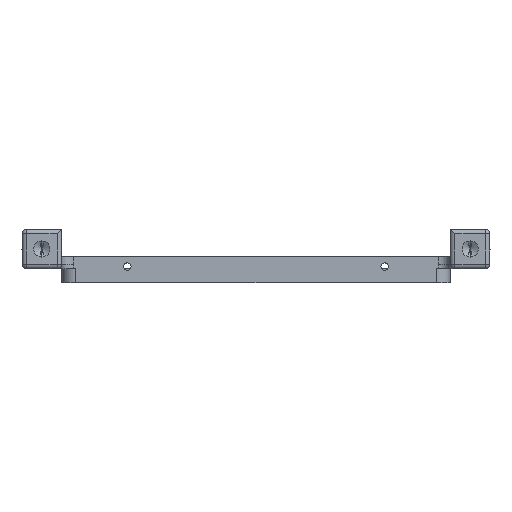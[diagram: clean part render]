
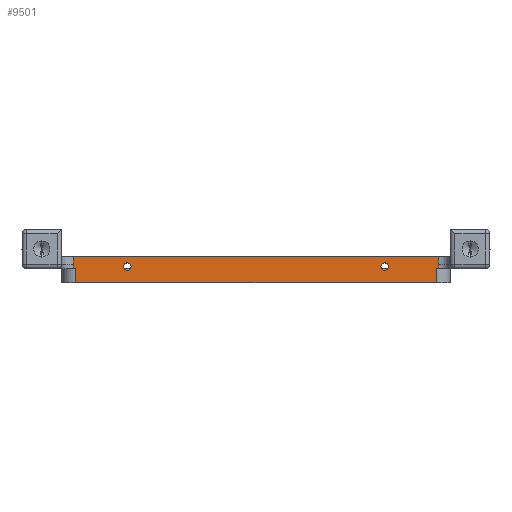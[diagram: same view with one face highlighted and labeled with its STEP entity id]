
A CAD part, front view. The second image highlights one B-rep face of the part: STEP entity #9501.
In plain terms, the highlighted planar face has unit normal (0, -1, 0).
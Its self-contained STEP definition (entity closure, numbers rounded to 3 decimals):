
#267 = ORIENTED_EDGE ( 'NONE', *, *, #10597, .F. ) ;
#722 = CARTESIAN_POINT ( 'NONE',  ( -39., -107., 1. ) ) ;
#841 = DIRECTION ( 'NONE',  ( 0., -1., 0. ) ) ;
#1430 = VECTOR ( 'NONE', #1729, 1000. ) ;
#1499 = LINE ( 'NONE', #11038, #30757 ) ;
#1729 = DIRECTION ( 'NONE',  ( -1., 0., 0. ) ) ;
#2122 = VERTEX_POINT ( 'NONE', #37610 ) ;
#2282 = CIRCLE ( 'NONE', #11992, 3.5 ) ;
#2890 = EDGE_CURVE ( 'NONE', #6804, #6362, #2282, .T. ) ;
#2966 = VERTEX_POINT ( 'NONE', #9917 ) ;
#3376 = ORIENTED_EDGE ( 'NONE', *, *, #6883, .F. ) ;
#3946 = ORIENTED_EDGE ( 'NONE', *, *, #39201, .T. ) ;
#4098 = CARTESIAN_POINT ( 'NONE',  ( 0., -107., 2.6 ) ) ;
#4761 = CARTESIAN_POINT ( 'NONE',  ( 0., -107., 0. ) ) ;
#5201 = ORIENTED_EDGE ( 'NONE', *, *, #21978, .F. ) ;
#5748 = LINE ( 'NONE', #9201, #9703 ) ;
#5832 = CARTESIAN_POINT ( 'NONE',  ( 0., -107., -3. ) ) ;
#6167 = CARTESIAN_POINT ( 'NONE',  ( 27.5, -107., 0.5 ) ) ;
#6195 = EDGE_LOOP ( 'NONE', ( #3946, #21520, #18265, #20374, #3376, #27968, #267, #36652, #37734, #30940 ) ) ;
#6362 = VERTEX_POINT ( 'NONE', #24068 ) ;
#6804 = VERTEX_POINT ( 'NONE', #11706 ) ;
#6883 = EDGE_CURVE ( 'NONE', #10341, #42152, #21861, .T. ) ;
#7123 = CIRCLE ( 'NONE', #41003, 0.8 ) ;
#7794 = PLANE ( 'NONE',  #15254 ) ;
#7941 = EDGE_CURVE ( 'NONE', #42498, #2966, #14138, .T. ) ;
#8110 = DIRECTION ( 'NONE',  ( 0., 0., -1. ) ) ;
#8473 = CARTESIAN_POINT ( 'NONE',  ( -27.5, -107., -0.3 ) ) ;
#8695 = CARTESIAN_POINT ( 'NONE',  ( 0., -107., 2.6 ) ) ;
#9201 = CARTESIAN_POINT ( 'NONE',  ( 0., -107., 0. ) ) ;
#9501 = ADVANCED_FACE ( 'NONE', ( #11265, #34182, #33734 ), #7794, .T. ) ;
#9703 = VECTOR ( 'NONE', #35793, 1000. ) ;
#9917 = CARTESIAN_POINT ( 'NONE',  ( -27.5, -107., 1.3 ) ) ;
#10341 = VERTEX_POINT ( 'NONE', #18405 ) ;
#10597 = EDGE_CURVE ( 'NONE', #6804, #11215, #5748, .T. ) ;
#10666 = EDGE_CURVE ( 'NONE', #27882, #14813, #38747, .T. ) ;
#10977 = DIRECTION ( 'NONE',  ( 0., -1., 0. ) ) ;
#11038 = CARTESIAN_POINT ( 'NONE',  ( 38.5, -107., -3. ) ) ;
#11215 = VERTEX_POINT ( 'NONE', #12911 ) ;
#11265 = FACE_BOUND ( 'NONE', #39283, .T. ) ;
#11358 = DIRECTION ( 'NONE',  ( 0., 0., -1. ) ) ;
#11361 = LINE ( 'NONE', #722, #13947 ) ;
#11598 = EDGE_LOOP ( 'NONE', ( #40934, #13020 ) ) ;
#11660 = VECTOR ( 'NONE', #21373, 1000. ) ;
#11706 = CARTESIAN_POINT ( 'NONE',  ( 39.146, -107., 0. ) ) ;
#11992 = AXIS2_PLACEMENT_3D ( 'NONE', #19664, #29371, #25702 ) ;
#12279 = AXIS2_PLACEMENT_3D ( 'NONE', #18337, #10977, #27611 ) ;
#12911 = CARTESIAN_POINT ( 'NONE',  ( 38.5, -107., 0. ) ) ;
#13020 = ORIENTED_EDGE ( 'NONE', *, *, #40707, .F. ) ;
#13923 = VERTEX_POINT ( 'NONE', #33691 ) ;
#13947 = VECTOR ( 'NONE', #8110, 1000. ) ;
#14138 = CIRCLE ( 'NONE', #12279, 0.8 ) ;
#14813 = VERTEX_POINT ( 'NONE', #37491 ) ;
#15254 = AXIS2_PLACEMENT_3D ( 'NONE', #4098, #841, #40681 ) ;
#15341 = EDGE_CURVE ( 'NONE', #21535, #13923, #33974, .T. ) ;
#16018 = DIRECTION ( 'NONE',  ( 0., -1., 0. ) ) ;
#17594 = VERTEX_POINT ( 'NONE', #29053 ) ;
#18185 = CARTESIAN_POINT ( 'NONE',  ( -42.5, -107., 1. ) ) ;
#18265 = ORIENTED_EDGE ( 'NONE', *, *, #15341, .F. ) ;
#18337 = CARTESIAN_POINT ( 'NONE',  ( -27.5, -107., 0.5 ) ) ;
#18405 = CARTESIAN_POINT ( 'NONE',  ( 38.5, -107., -3. ) ) ;
#18673 = LINE ( 'NONE', #35729, #27092 ) ;
#19359 = DIRECTION ( 'NONE',  ( 0., -1., 0. ) ) ;
#19664 = CARTESIAN_POINT ( 'NONE',  ( 42.5, -107., 1. ) ) ;
#20097 = ORIENTED_EDGE ( 'NONE', *, *, #7941, .F. ) ;
#20374 = ORIENTED_EDGE ( 'NONE', *, *, #42289, .F. ) ;
#20806 = CARTESIAN_POINT ( 'NONE',  ( -27.5, -107., 0.5 ) ) ;
#21178 = CARTESIAN_POINT ( 'NONE',  ( 39., -107., 2.6 ) ) ;
#21373 = DIRECTION ( 'NONE',  ( 0., 0., 1. ) ) ;
#21520 = ORIENTED_EDGE ( 'NONE', *, *, #37336, .T. ) ;
#21535 = VERTEX_POINT ( 'NONE', #29528 ) ;
#21861 = LINE ( 'NONE', #5832, #1430 ) ;
#21978 = EDGE_CURVE ( 'NONE', #2966, #42498, #32582, .T. ) ;
#22548 = EDGE_CURVE ( 'NONE', #40128, #2122, #24277, .T. ) ;
#24068 = CARTESIAN_POINT ( 'NONE',  ( 39., -107., 1. ) ) ;
#24277 = LINE ( 'NONE', #8695, #32963 ) ;
#24433 = CARTESIAN_POINT ( 'NONE',  ( 27.5, -107., -0.3 ) ) ;
#24463 = EDGE_CURVE ( 'NONE', #6362, #40128, #31332, .T. ) ;
#24492 = DIRECTION ( 'NONE',  ( -1., 0., 0. ) ) ;
#25521 = DIRECTION ( 'NONE',  ( 0., 0., -1. ) ) ;
#25702 = DIRECTION ( 'NONE',  ( 1., 0., 0. ) ) ;
#26802 = CIRCLE ( 'NONE', #42044, 3.5 ) ;
#27092 = VECTOR ( 'NONE', #32706, 1000. ) ;
#27611 = DIRECTION ( 'NONE',  ( 0., 0., -1. ) ) ;
#27850 = CARTESIAN_POINT ( 'NONE',  ( 39., -107., 2.6 ) ) ;
#27882 = VERTEX_POINT ( 'NONE', #24433 ) ;
#27968 = ORIENTED_EDGE ( 'NONE', *, *, #30898, .T. ) ;
#28605 = VECTOR ( 'NONE', #30715, 1000. ) ;
#29053 = CARTESIAN_POINT ( 'NONE',  ( -39., -107., 1. ) ) ;
#29371 = DIRECTION ( 'NONE',  ( 0., 1., 0. ) ) ;
#29528 = CARTESIAN_POINT ( 'NONE',  ( -38.5, -107., 0. ) ) ;
#30715 = DIRECTION ( 'NONE',  ( -1., 0., 0. ) ) ;
#30757 = VECTOR ( 'NONE', #38089, 1000. ) ;
#30898 = EDGE_CURVE ( 'NONE', #10341, #11215, #1499, .T. ) ;
#30940 = ORIENTED_EDGE ( 'NONE', *, *, #22548, .T. ) ;
#31332 = LINE ( 'NONE', #27850, #11660 ) ;
#32342 = DIRECTION ( 'NONE',  ( 0., 0., -1. ) ) ;
#32582 = CIRCLE ( 'NONE', #40104, 0.8 ) ;
#32706 = DIRECTION ( 'NONE',  ( 0., 0., 1. ) ) ;
#32963 = VECTOR ( 'NONE', #24492, 1000. ) ;
#33397 = CARTESIAN_POINT ( 'NONE',  ( -38.5, -107., -3. ) ) ;
#33615 = DIRECTION ( 'NONE',  ( 0., -1., 0. ) ) ;
#33691 = CARTESIAN_POINT ( 'NONE',  ( -39.146, -107., 0. ) ) ;
#33734 = FACE_OUTER_BOUND ( 'NONE', #6195, .T. ) ;
#33899 = AXIS2_PLACEMENT_3D ( 'NONE', #6167, #19359, #32342 ) ;
#33960 = DIRECTION ( 'NONE',  ( 1., 0., 0. ) ) ;
#33974 = LINE ( 'NONE', #4761, #28605 ) ;
#34182 = FACE_BOUND ( 'NONE', #11598, .T. ) ;
#35729 = CARTESIAN_POINT ( 'NONE',  ( -38.5, -107., -3. ) ) ;
#35793 = DIRECTION ( 'NONE',  ( -1., 0., 0. ) ) ;
#36652 = ORIENTED_EDGE ( 'NONE', *, *, #2890, .T. ) ;
#37310 = CARTESIAN_POINT ( 'NONE',  ( 27.5, -107., 0.5 ) ) ;
#37336 = EDGE_CURVE ( 'NONE', #17594, #13923, #26802, .T. ) ;
#37491 = CARTESIAN_POINT ( 'NONE',  ( 27.5, -107., 1.3 ) ) ;
#37610 = CARTESIAN_POINT ( 'NONE',  ( -39., -107., 2.6 ) ) ;
#37734 = ORIENTED_EDGE ( 'NONE', *, *, #24463, .T. ) ;
#37860 = DIRECTION ( 'NONE',  ( 0., 1., 0. ) ) ;
#38089 = DIRECTION ( 'NONE',  ( 0., 0., 1. ) ) ;
#38747 = CIRCLE ( 'NONE', #33899, 0.8 ) ;
#39201 = EDGE_CURVE ( 'NONE', #2122, #17594, #11361, .T. ) ;
#39283 = EDGE_LOOP ( 'NONE', ( #20097, #5201 ) ) ;
#40104 = AXIS2_PLACEMENT_3D ( 'NONE', #20806, #16018, #25521 ) ;
#40128 = VERTEX_POINT ( 'NONE', #21178 ) ;
#40681 = DIRECTION ( 'NONE',  ( 1., 0., 0. ) ) ;
#40707 = EDGE_CURVE ( 'NONE', #14813, #27882, #7123, .T. ) ;
#40934 = ORIENTED_EDGE ( 'NONE', *, *, #10666, .F. ) ;
#41003 = AXIS2_PLACEMENT_3D ( 'NONE', #37310, #33615, #11358 ) ;
#42044 = AXIS2_PLACEMENT_3D ( 'NONE', #18185, #37860, #33960 ) ;
#42152 = VERTEX_POINT ( 'NONE', #33397 ) ;
#42289 = EDGE_CURVE ( 'NONE', #42152, #21535, #18673, .T. ) ;
#42498 = VERTEX_POINT ( 'NONE', #8473 ) ;
